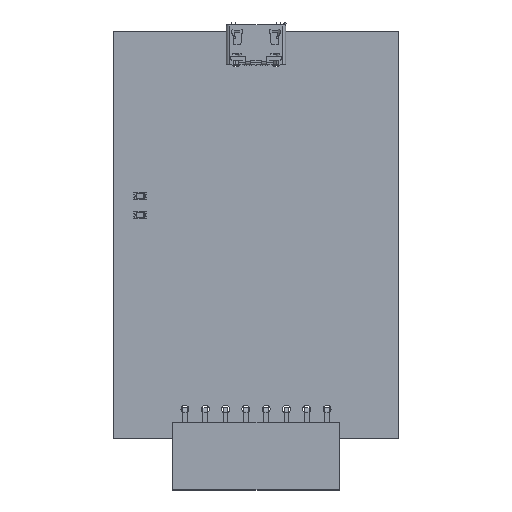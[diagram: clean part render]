
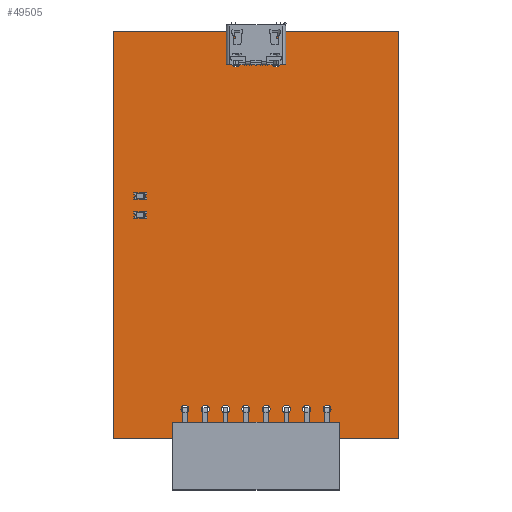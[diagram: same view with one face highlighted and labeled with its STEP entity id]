
A CAD part, top view. The second image highlights one B-rep face of the part: STEP entity #49505.
In plain terms, the highlighted planar face has unit normal (0, 0, 1).
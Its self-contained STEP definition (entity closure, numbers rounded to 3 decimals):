
#49161 = VERTEX_POINT('',#49162);
#49162 = CARTESIAN_POINT('',(175.75,-110.,1.6));
#49168 = EDGE_CURVE('',#49161,#49169,#49171,.T.);
#49169 = VERTEX_POINT('',#49170);
#49170 = CARTESIAN_POINT('',(140.15,-110.,1.6));
#49171 = LINE('',#49172,#49173);
#49172 = CARTESIAN_POINT('',(175.75,-110.,1.6));
#49173 = VECTOR('',#49174,1.);
#49174 = DIRECTION('',(-1.,0.,0.));
#49201 = VERTEX_POINT('',#49202);
#49202 = CARTESIAN_POINT('',(175.75,-59.,1.6));
#49208 = EDGE_CURVE('',#49201,#49161,#49209,.T.);
#49209 = LINE('',#49210,#49211);
#49210 = CARTESIAN_POINT('',(175.75,-59.,1.6));
#49211 = VECTOR('',#49212,1.);
#49212 = DIRECTION('',(0.,-1.,0.));
#49230 = EDGE_CURVE('',#49169,#49231,#49233,.T.);
#49231 = VERTEX_POINT('',#49232);
#49232 = CARTESIAN_POINT('',(140.15,-59.,1.6));
#49233 = LINE('',#49234,#49235);
#49234 = CARTESIAN_POINT('',(140.15,-110.,1.6));
#49235 = VECTOR('',#49236,1.);
#49236 = DIRECTION('',(0.,1.,0.));
#49505 = ADVANCED_FACE('',(#49506,#49517,#49528,#49539,#49550,#49561,
    #49572,#49583,#49594,#49605,#49641,#49677,#49713),#49749,.F.);
#49506 = FACE_BOUND('',#49507,.F.);
#49507 = EDGE_LOOP('',(#49508,#49509,#49510,#49516));
#49508 = ORIENTED_EDGE('',*,*,#49168,.T.);
#49509 = ORIENTED_EDGE('',*,*,#49230,.T.);
#49510 = ORIENTED_EDGE('',*,*,#49511,.T.);
#49511 = EDGE_CURVE('',#49231,#49201,#49512,.T.);
#49512 = LINE('',#49513,#49514);
#49513 = CARTESIAN_POINT('',(140.15,-59.,1.6));
#49514 = VECTOR('',#49515,1.);
#49515 = DIRECTION('',(1.,0.,0.));
#49516 = ORIENTED_EDGE('',*,*,#49208,.T.);
#49517 = FACE_BOUND('',#49518,.F.);
#49518 = EDGE_LOOP('',(#49519));
#49519 = ORIENTED_EDGE('',*,*,#49520,.F.);
#49520 = EDGE_CURVE('',#49521,#49521,#49523,.T.);
#49521 = VERTEX_POINT('',#49522);
#49522 = CARTESIAN_POINT('',(166.84,-106.8,1.6));
#49523 = CIRCLE('',#49524,0.5);
#49524 = AXIS2_PLACEMENT_3D('',#49525,#49526,#49527);
#49525 = CARTESIAN_POINT('',(166.84,-106.3,1.6));
#49526 = DIRECTION('',(-0.,0.,-1.));
#49527 = DIRECTION('',(-0.,-1.,0.));
#49528 = FACE_BOUND('',#49529,.F.);
#49529 = EDGE_LOOP('',(#49530));
#49530 = ORIENTED_EDGE('',*,*,#49531,.F.);
#49531 = EDGE_CURVE('',#49532,#49532,#49534,.T.);
#49532 = VERTEX_POINT('',#49533);
#49533 = CARTESIAN_POINT('',(164.3,-106.8,1.6));
#49534 = CIRCLE('',#49535,0.5);
#49535 = AXIS2_PLACEMENT_3D('',#49536,#49537,#49538);
#49536 = CARTESIAN_POINT('',(164.3,-106.3,1.6));
#49537 = DIRECTION('',(-0.,0.,-1.));
#49538 = DIRECTION('',(-0.,-1.,0.));
#49539 = FACE_BOUND('',#49540,.F.);
#49540 = EDGE_LOOP('',(#49541));
#49541 = ORIENTED_EDGE('',*,*,#49542,.F.);
#49542 = EDGE_CURVE('',#49543,#49543,#49545,.T.);
#49543 = VERTEX_POINT('',#49544);
#49544 = CARTESIAN_POINT('',(161.76,-106.8,1.6));
#49545 = CIRCLE('',#49546,0.5);
#49546 = AXIS2_PLACEMENT_3D('',#49547,#49548,#49549);
#49547 = CARTESIAN_POINT('',(161.76,-106.3,1.6));
#49548 = DIRECTION('',(-0.,0.,-1.));
#49549 = DIRECTION('',(-0.,-1.,0.));
#49550 = FACE_BOUND('',#49551,.F.);
#49551 = EDGE_LOOP('',(#49552));
#49552 = ORIENTED_EDGE('',*,*,#49553,.F.);
#49553 = EDGE_CURVE('',#49554,#49554,#49556,.T.);
#49554 = VERTEX_POINT('',#49555);
#49555 = CARTESIAN_POINT('',(159.22,-106.8,1.6));
#49556 = CIRCLE('',#49557,0.5);
#49557 = AXIS2_PLACEMENT_3D('',#49558,#49559,#49560);
#49558 = CARTESIAN_POINT('',(159.22,-106.3,1.6));
#49559 = DIRECTION('',(-0.,0.,-1.));
#49560 = DIRECTION('',(-0.,-1.,0.));
#49561 = FACE_BOUND('',#49562,.F.);
#49562 = EDGE_LOOP('',(#49563));
#49563 = ORIENTED_EDGE('',*,*,#49564,.F.);
#49564 = EDGE_CURVE('',#49565,#49565,#49567,.T.);
#49565 = VERTEX_POINT('',#49566);
#49566 = CARTESIAN_POINT('',(156.68,-106.8,1.6));
#49567 = CIRCLE('',#49568,0.5);
#49568 = AXIS2_PLACEMENT_3D('',#49569,#49570,#49571);
#49569 = CARTESIAN_POINT('',(156.68,-106.3,1.6));
#49570 = DIRECTION('',(-0.,0.,-1.));
#49571 = DIRECTION('',(-0.,-1.,0.));
#49572 = FACE_BOUND('',#49573,.F.);
#49573 = EDGE_LOOP('',(#49574));
#49574 = ORIENTED_EDGE('',*,*,#49575,.F.);
#49575 = EDGE_CURVE('',#49576,#49576,#49578,.T.);
#49576 = VERTEX_POINT('',#49577);
#49577 = CARTESIAN_POINT('',(154.14,-106.8,1.6));
#49578 = CIRCLE('',#49579,0.5);
#49579 = AXIS2_PLACEMENT_3D('',#49580,#49581,#49582);
#49580 = CARTESIAN_POINT('',(154.14,-106.3,1.6));
#49581 = DIRECTION('',(-0.,0.,-1.));
#49582 = DIRECTION('',(-0.,-1.,0.));
#49583 = FACE_BOUND('',#49584,.F.);
#49584 = EDGE_LOOP('',(#49585));
#49585 = ORIENTED_EDGE('',*,*,#49586,.F.);
#49586 = EDGE_CURVE('',#49587,#49587,#49589,.T.);
#49587 = VERTEX_POINT('',#49588);
#49588 = CARTESIAN_POINT('',(151.6,-106.8,1.6));
#49589 = CIRCLE('',#49590,0.5);
#49590 = AXIS2_PLACEMENT_3D('',#49591,#49592,#49593);
#49591 = CARTESIAN_POINT('',(151.6,-106.3,1.6));
#49592 = DIRECTION('',(-0.,0.,-1.));
#49593 = DIRECTION('',(-0.,-1.,0.));
#49594 = FACE_BOUND('',#49595,.F.);
#49595 = EDGE_LOOP('',(#49596));
#49596 = ORIENTED_EDGE('',*,*,#49597,.F.);
#49597 = EDGE_CURVE('',#49598,#49598,#49600,.T.);
#49598 = VERTEX_POINT('',#49599);
#49599 = CARTESIAN_POINT('',(149.06,-106.8,1.6));
#49600 = CIRCLE('',#49601,0.5);
#49601 = AXIS2_PLACEMENT_3D('',#49602,#49603,#49604);
#49602 = CARTESIAN_POINT('',(149.06,-106.3,1.6));
#49603 = DIRECTION('',(-0.,0.,-1.));
#49604 = DIRECTION('',(-0.,-1.,0.));
#49605 = FACE_BOUND('',#49606,.F.);
#49606 = EDGE_LOOP('',(#49607,#49618,#49626,#49635));
#49607 = ORIENTED_EDGE('',*,*,#49608,.F.);
#49608 = EDGE_CURVE('',#49609,#49611,#49613,.T.);
#49609 = VERTEX_POINT('',#49610);
#49610 = CARTESIAN_POINT('',(160.6,-62.875,1.6));
#49611 = VERTEX_POINT('',#49612);
#49612 = CARTESIAN_POINT('',(160.6,-63.425,1.6));
#49613 = CIRCLE('',#49614,0.275);
#49614 = AXIS2_PLACEMENT_3D('',#49615,#49616,#49617);
#49615 = CARTESIAN_POINT('',(160.6,-63.15,1.6));
#49616 = DIRECTION('',(-0.,0.,-1.));
#49617 = DIRECTION('',(0.,-1.,0.));
#49618 = ORIENTED_EDGE('',*,*,#49619,.T.);
#49619 = EDGE_CURVE('',#49609,#49620,#49622,.T.);
#49620 = VERTEX_POINT('',#49621);
#49621 = CARTESIAN_POINT('',(160.3,-62.875,1.6));
#49622 = LINE('',#49623,#49624);
#49623 = CARTESIAN_POINT('',(159.275,-62.875,1.6));
#49624 = VECTOR('',#49625,1.);
#49625 = DIRECTION('',(-1.,0.,0.));
#49626 = ORIENTED_EDGE('',*,*,#49627,.F.);
#49627 = EDGE_CURVE('',#49628,#49620,#49630,.T.);
#49628 = VERTEX_POINT('',#49629);
#49629 = CARTESIAN_POINT('',(160.3,-63.425,1.6));
#49630 = CIRCLE('',#49631,0.275);
#49631 = AXIS2_PLACEMENT_3D('',#49632,#49633,#49634);
#49632 = CARTESIAN_POINT('',(160.3,-63.15,1.6));
#49633 = DIRECTION('',(-0.,0.,-1.));
#49634 = DIRECTION('',(0.,1.,0.));
#49635 = ORIENTED_EDGE('',*,*,#49636,.T.);
#49636 = EDGE_CURVE('',#49628,#49611,#49637,.T.);
#49637 = LINE('',#49638,#49639);
#49638 = CARTESIAN_POINT('',(159.125,-63.425,1.6));
#49639 = VECTOR('',#49640,1.);
#49640 = DIRECTION('',(1.,0.,0.));
#49641 = FACE_BOUND('',#49642,.F.);
#49642 = EDGE_LOOP('',(#49643,#49654,#49662,#49671));
#49643 = ORIENTED_EDGE('',*,*,#49644,.F.);
#49644 = EDGE_CURVE('',#49645,#49647,#49649,.T.);
#49645 = VERTEX_POINT('',#49646);
#49646 = CARTESIAN_POINT('',(161.7,-60.775,1.6));
#49647 = VERTEX_POINT('',#49648);
#49648 = CARTESIAN_POINT('',(161.2,-60.775,1.6));
#49649 = CIRCLE('',#49650,0.25);
#49650 = AXIS2_PLACEMENT_3D('',#49651,#49652,#49653);
#49651 = CARTESIAN_POINT('',(161.45,-60.775,1.6));
#49652 = DIRECTION('',(-0.,0.,-1.));
#49653 = DIRECTION('',(-1.,0.,0.));
#49654 = ORIENTED_EDGE('',*,*,#49655,.T.);
#49655 = EDGE_CURVE('',#49645,#49656,#49658,.T.);
#49656 = VERTEX_POINT('',#49657);
#49657 = CARTESIAN_POINT('',(161.7,-60.125,1.6));
#49658 = LINE('',#49659,#49660);
#49659 = CARTESIAN_POINT('',(161.7,-72.638,1.6));
#49660 = VECTOR('',#49661,1.);
#49661 = DIRECTION('',(0.,1.,-0.));
#49662 = ORIENTED_EDGE('',*,*,#49663,.F.);
#49663 = EDGE_CURVE('',#49664,#49656,#49666,.T.);
#49664 = VERTEX_POINT('',#49665);
#49665 = CARTESIAN_POINT('',(161.2,-60.125,1.6));
#49666 = CIRCLE('',#49667,0.25);
#49667 = AXIS2_PLACEMENT_3D('',#49668,#49669,#49670);
#49668 = CARTESIAN_POINT('',(161.45,-60.125,1.6));
#49669 = DIRECTION('',(0.,-0.,-1.));
#49670 = DIRECTION('',(1.,0.,-0.));
#49671 = ORIENTED_EDGE('',*,*,#49672,.T.);
#49672 = EDGE_CURVE('',#49664,#49647,#49673,.T.);
#49673 = LINE('',#49674,#49675);
#49674 = CARTESIAN_POINT('',(161.2,-72.313,1.6));
#49675 = VECTOR('',#49676,1.);
#49676 = DIRECTION('',(0.,-1.,0.));
#49677 = FACE_BOUND('',#49678,.F.);
#49678 = EDGE_LOOP('',(#49679,#49690,#49698,#49707));
#49679 = ORIENTED_EDGE('',*,*,#49680,.F.);
#49680 = EDGE_CURVE('',#49681,#49683,#49685,.T.);
#49681 = VERTEX_POINT('',#49682);
#49682 = CARTESIAN_POINT('',(155.6,-62.875,1.6));
#49683 = VERTEX_POINT('',#49684);
#49684 = CARTESIAN_POINT('',(155.6,-63.425,1.6));
#49685 = CIRCLE('',#49686,0.275);
#49686 = AXIS2_PLACEMENT_3D('',#49687,#49688,#49689);
#49687 = CARTESIAN_POINT('',(155.6,-63.15,1.6));
#49688 = DIRECTION('',(-0.,0.,-1.));
#49689 = DIRECTION('',(0.,-1.,0.));
#49690 = ORIENTED_EDGE('',*,*,#49691,.T.);
#49691 = EDGE_CURVE('',#49681,#49692,#49694,.T.);
#49692 = VERTEX_POINT('',#49693);
#49693 = CARTESIAN_POINT('',(155.3,-62.875,1.6));
#49694 = LINE('',#49695,#49696);
#49695 = CARTESIAN_POINT('',(156.775,-62.875,1.6));
#49696 = VECTOR('',#49697,1.);
#49697 = DIRECTION('',(-1.,0.,0.));
#49698 = ORIENTED_EDGE('',*,*,#49699,.F.);
#49699 = EDGE_CURVE('',#49700,#49692,#49702,.T.);
#49700 = VERTEX_POINT('',#49701);
#49701 = CARTESIAN_POINT('',(155.3,-63.425,1.6));
#49702 = CIRCLE('',#49703,0.275);
#49703 = AXIS2_PLACEMENT_3D('',#49704,#49705,#49706);
#49704 = CARTESIAN_POINT('',(155.3,-63.15,1.6));
#49705 = DIRECTION('',(-0.,0.,-1.));
#49706 = DIRECTION('',(0.,1.,0.));
#49707 = ORIENTED_EDGE('',*,*,#49708,.T.);
#49708 = EDGE_CURVE('',#49700,#49683,#49709,.T.);
#49709 = LINE('',#49710,#49711);
#49710 = CARTESIAN_POINT('',(156.625,-63.425,1.6));
#49711 = VECTOR('',#49712,1.);
#49712 = DIRECTION('',(1.,0.,0.));
#49713 = FACE_BOUND('',#49714,.F.);
#49714 = EDGE_LOOP('',(#49715,#49726,#49734,#49743));
#49715 = ORIENTED_EDGE('',*,*,#49716,.F.);
#49716 = EDGE_CURVE('',#49717,#49719,#49721,.T.);
#49717 = VERTEX_POINT('',#49718);
#49718 = CARTESIAN_POINT('',(154.7,-60.775,1.6));
#49719 = VERTEX_POINT('',#49720);
#49720 = CARTESIAN_POINT('',(154.2,-60.775,1.6));
#49721 = CIRCLE('',#49722,0.25);
#49722 = AXIS2_PLACEMENT_3D('',#49723,#49724,#49725);
#49723 = CARTESIAN_POINT('',(154.45,-60.775,1.6));
#49724 = DIRECTION('',(-0.,0.,-1.));
#49725 = DIRECTION('',(-1.,0.,0.));
#49726 = ORIENTED_EDGE('',*,*,#49727,.T.);
#49727 = EDGE_CURVE('',#49717,#49728,#49730,.T.);
#49728 = VERTEX_POINT('',#49729);
#49729 = CARTESIAN_POINT('',(154.7,-60.125,1.6));
#49730 = LINE('',#49731,#49732);
#49731 = CARTESIAN_POINT('',(154.7,-72.638,1.6));
#49732 = VECTOR('',#49733,1.);
#49733 = DIRECTION('',(0.,1.,-0.));
#49734 = ORIENTED_EDGE('',*,*,#49735,.F.);
#49735 = EDGE_CURVE('',#49736,#49728,#49738,.T.);
#49736 = VERTEX_POINT('',#49737);
#49737 = CARTESIAN_POINT('',(154.2,-60.125,1.6));
#49738 = CIRCLE('',#49739,0.25);
#49739 = AXIS2_PLACEMENT_3D('',#49740,#49741,#49742);
#49740 = CARTESIAN_POINT('',(154.45,-60.125,1.6));
#49741 = DIRECTION('',(0.,-0.,-1.));
#49742 = DIRECTION('',(1.,0.,-0.));
#49743 = ORIENTED_EDGE('',*,*,#49744,.T.);
#49744 = EDGE_CURVE('',#49736,#49719,#49745,.T.);
#49745 = LINE('',#49746,#49747);
#49746 = CARTESIAN_POINT('',(154.2,-72.313,1.6));
#49747 = VECTOR('',#49748,1.);
#49748 = DIRECTION('',(0.,-1.,0.));
#49749 = PLANE('',#49750);
#49750 = AXIS2_PLACEMENT_3D('',#49751,#49752,#49753);
#49751 = CARTESIAN_POINT('',(157.95,-84.5,1.6));
#49752 = DIRECTION('',(-0.,-0.,-1.));
#49753 = DIRECTION('',(-1.,0.,0.));
